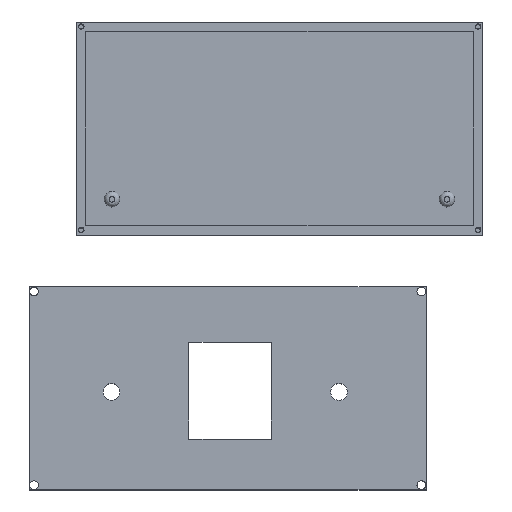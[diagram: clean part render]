
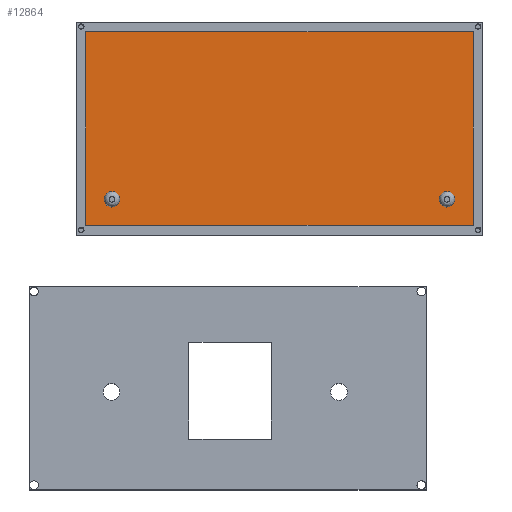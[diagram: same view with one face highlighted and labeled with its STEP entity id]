
A CAD part, top view. The second image highlights one B-rep face of the part: STEP entity #12864.
In plain terms, the highlighted planar face has unit normal (0, 0, 1).
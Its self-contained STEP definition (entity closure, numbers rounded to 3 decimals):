
#57=FACE_BOUND('',#2013,.T.);
#58=FACE_BOUND('',#2014,.T.);
#590=PLANE('',#13258);
#1281=FACE_OUTER_BOUND('',#2012,.T.);
#2012=EDGE_LOOP('',(#11865,#11866,#11867,#11868));
#2013=EDGE_LOOP('',(#11869));
#2014=EDGE_LOOP('',(#11870));
#2084=CIRCLE('',#13072,1.6);
#2089=CIRCLE('',#13079,1.6);
#3958=LINE('',#34048,#4854);
#3959=LINE('',#34050,#4855);
#3960=LINE('',#34052,#4856);
#3961=LINE('',#34053,#4857);
#4854=VECTOR('',#14852,10.);
#4855=VECTOR('',#14853,10.);
#4856=VECTOR('',#14854,10.);
#4857=VECTOR('',#14855,10.);
#5227=VERTEX_POINT('',#20201);
#5231=VERTEX_POINT('',#20240);
#6160=VERTEX_POINT('',#34046);
#6161=VERTEX_POINT('',#34047);
#6162=VERTEX_POINT('',#34049);
#6163=VERTEX_POINT('',#34051);
#6653=EDGE_CURVE('',#5227,#5227,#2084,.T.);
#6659=EDGE_CURVE('',#5231,#5231,#2089,.T.);
#8082=EDGE_CURVE('',#6160,#6161,#3958,.T.);
#8083=EDGE_CURVE('',#6162,#6160,#3959,.T.);
#8084=EDGE_CURVE('',#6163,#6162,#3960,.T.);
#8085=EDGE_CURVE('',#6161,#6163,#3961,.T.);
#11865=ORIENTED_EDGE('',*,*,#8082,.F.);
#11866=ORIENTED_EDGE('',*,*,#8083,.F.);
#11867=ORIENTED_EDGE('',*,*,#8084,.F.);
#11868=ORIENTED_EDGE('',*,*,#8085,.F.);
#11869=ORIENTED_EDGE('',*,*,#6653,.T.);
#11870=ORIENTED_EDGE('',*,*,#6659,.T.);
#12864=ADVANCED_FACE('',(#1281,#57,#58),#590,.T.);
#13072=AXIS2_PLACEMENT_3D('',#20203,#13777,#13778);
#13079=AXIS2_PLACEMENT_3D('',#20242,#13792,#13793);
#13258=AXIS2_PLACEMENT_3D('',#34045,#14850,#14851);
#13777=DIRECTION('center_axis',(0.,0.,-1.));
#13778=DIRECTION('ref_axis',(-1.,0.,0.));
#13792=DIRECTION('center_axis',(0.,0.,-1.));
#13793=DIRECTION('ref_axis',(-1.,0.,0.));
#14850=DIRECTION('center_axis',(0.,0.,1.));
#14851=DIRECTION('ref_axis',(1.,0.,0.));
#14852=DIRECTION('',(0.,1.,0.));
#14853=DIRECTION('',(-1.,0.,0.));
#14854=DIRECTION('',(0.,-1.,0.));
#14855=DIRECTION('',(1.,0.,0.));
#20201=CARTESIAN_POINT('',(7.,5.4,3.));
#20203=CARTESIAN_POINT('Origin',(5.4,5.4,3.));
#20240=CARTESIAN_POINT('',(76.2,5.4,3.));
#20242=CARTESIAN_POINT('Origin',(74.6,5.4,3.));
#34045=CARTESIAN_POINT('Origin',(40.,20.,3.));
#34046=CARTESIAN_POINT('',(0.,0.,3.));
#34047=CARTESIAN_POINT('',(0.,40.,3.));
#34048=CARTESIAN_POINT('',(0.,10.,3.));
#34049=CARTESIAN_POINT('',(80.,0.,3.));
#34050=CARTESIAN_POINT('',(60.,0.,3.));
#34051=CARTESIAN_POINT('',(80.,40.,3.));
#34052=CARTESIAN_POINT('',(80.,30.,3.));
#34053=CARTESIAN_POINT('',(20.,40.,3.));
